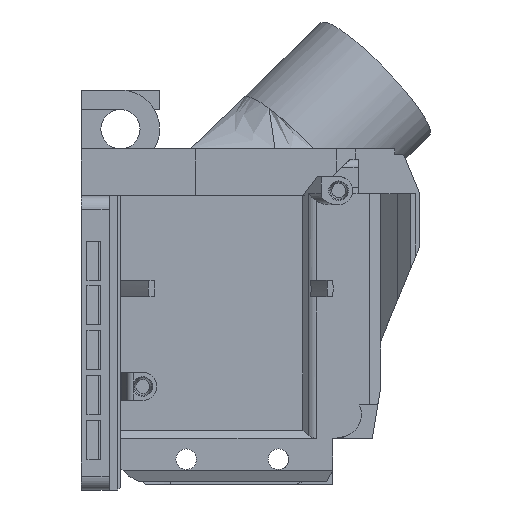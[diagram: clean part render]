
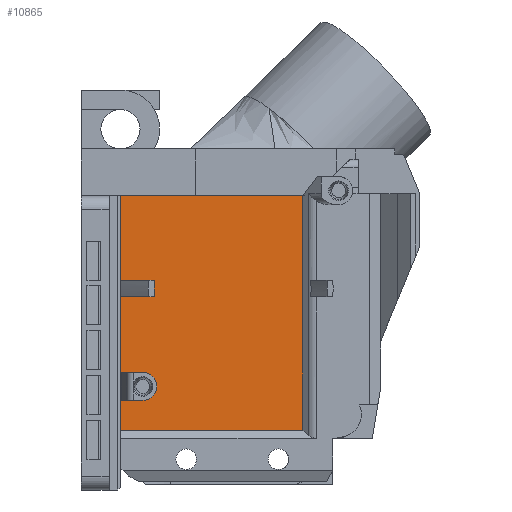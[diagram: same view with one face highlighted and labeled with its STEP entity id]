
A CAD part, left-side view. The second image highlights one B-rep face of the part: STEP entity #10865.
In plain terms, the highlighted planar face has unit normal (-1, 0, 0).
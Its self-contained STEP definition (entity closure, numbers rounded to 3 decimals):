
#106=FACE_BOUND('',#1717,.T.);
#550=PLANE('',#11723);
#1094=FACE_OUTER_BOUND('',#1716,.T.);
#1716=EDGE_LOOP('',(#9960,#9961,#9962,#9963,#9964,#9965,#9966,#9967,#9968,
#9969));
#1717=EDGE_LOOP('',(#9970,#9971,#9972,#9973));
#2012=CIRCLE('',#11609,2.5);
#2013=CIRCLE('',#11614,15.5);
#2014=CIRCLE('',#11618,21.5);
#2015=CIRCLE('',#11619,21.5);
#2742=LINE('',#18718,#3874);
#2744=LINE('',#18724,#3876);
#3105=LINE('',#20322,#4237);
#3107=LINE('',#20329,#4239);
#3109=LINE('',#20332,#4241);
#3110=LINE('',#20336,#4242);
#3113=LINE('',#20347,#4245);
#3114=LINE('',#20353,#4246);
#3266=LINE('',#20708,#4398);
#3267=LINE('',#20710,#4399);
#3874=VECTOR('',#13131,10.);
#3876=VECTOR('',#13135,10.);
#4237=VECTOR('',#14102,10.);
#4239=VECTOR('',#14110,10.);
#4241=VECTOR('',#14114,10.);
#4242=VECTOR('',#14117,10.);
#4245=VECTOR('',#14126,10.);
#4246=VECTOR('',#14129,10.);
#4398=VECTOR('',#14493,10.);
#4399=VECTOR('',#14496,10.);
#5048=VERTEX_POINT('',#18715);
#5049=VERTEX_POINT('',#18717);
#5051=VERTEX_POINT('',#18721);
#5052=VERTEX_POINT('',#18723);
#5325=VERTEX_POINT('',#20318);
#5326=VERTEX_POINT('',#20320);
#5327=VERTEX_POINT('',#20324);
#5328=VERTEX_POINT('',#20328);
#5329=VERTEX_POINT('',#20334);
#5330=VERTEX_POINT('',#20335);
#5331=VERTEX_POINT('',#20342);
#5332=VERTEX_POINT('',#20346);
#5333=VERTEX_POINT('',#20352);
#5430=VERTEX_POINT('',#20706);
#6286=EDGE_CURVE('',#5048,#5049,#2742,.T.);
#6289=EDGE_CURVE('',#5051,#5052,#2744,.T.);
#6794=EDGE_CURVE('',#5325,#5326,#3105,.T.);
#6795=EDGE_CURVE('',#5327,#5325,#2012,.T.);
#6797=EDGE_CURVE('',#5327,#5328,#3107,.T.);
#6799=EDGE_CURVE('',#5328,#5326,#3109,.T.);
#6800=EDGE_CURVE('',#5329,#5330,#3110,.T.);
#6803=EDGE_CURVE('',#5331,#5329,#2013,.T.);
#6805=EDGE_CURVE('',#5332,#5331,#3113,.T.);
#6807=EDGE_CURVE('',#5333,#5048,#3114,.T.);
#6809=EDGE_CURVE('',#5332,#5051,#2014,.T.);
#6810=EDGE_CURVE('',#5049,#5330,#2015,.T.);
#6986=EDGE_CURVE('',#5333,#5430,#3266,.T.);
#6987=EDGE_CURVE('',#5052,#5430,#3267,.F.);
#9960=ORIENTED_EDGE('',*,*,#6810,.F.);
#9961=ORIENTED_EDGE('',*,*,#6286,.F.);
#9962=ORIENTED_EDGE('',*,*,#6807,.F.);
#9963=ORIENTED_EDGE('',*,*,#6986,.T.);
#9964=ORIENTED_EDGE('',*,*,#6987,.F.);
#9965=ORIENTED_EDGE('',*,*,#6289,.F.);
#9966=ORIENTED_EDGE('',*,*,#6809,.F.);
#9967=ORIENTED_EDGE('',*,*,#6805,.T.);
#9968=ORIENTED_EDGE('',*,*,#6803,.T.);
#9969=ORIENTED_EDGE('',*,*,#6800,.T.);
#9970=ORIENTED_EDGE('',*,*,#6799,.F.);
#9971=ORIENTED_EDGE('',*,*,#6797,.F.);
#9972=ORIENTED_EDGE('',*,*,#6795,.T.);
#9973=ORIENTED_EDGE('',*,*,#6794,.T.);
#10865=ADVANCED_FACE('',(#1094,#106),#550,.F.);
#11609=AXIS2_PLACEMENT_3D('',#20325,#14105,#14106);
#11614=AXIS2_PLACEMENT_3D('',#20343,#14121,#14122);
#11618=AXIS2_PLACEMENT_3D('',#20356,#14133,#14134);
#11619=AXIS2_PLACEMENT_3D('',#20357,#14135,#14136);
#11723=AXIS2_PLACEMENT_3D('',#20709,#14494,#14495);
#13131=DIRECTION('',(0.,0.,1.));
#13135=DIRECTION('',(0.,0.,1.));
#14102=DIRECTION('',(0.,1.,0.));
#14105=DIRECTION('center_axis',(1.,0.,0.));
#14106=DIRECTION('ref_axis',(0.,-1.,0.));
#14110=DIRECTION('',(0.,1.,0.));
#14114=DIRECTION('',(0.,0.,-1.));
#14117=DIRECTION('',(0.,1.,0.));
#14121=DIRECTION('center_axis',(-1.,0.,0.));
#14122=DIRECTION('ref_axis',(0.,-1.,0.));
#14126=DIRECTION('',(0.,-1.,0.));
#14129=DIRECTION('',(0.,1.,0.));
#14133=DIRECTION('center_axis',(-1.,0.,0.));
#14134=DIRECTION('ref_axis',(0.,1.,0.));
#14135=DIRECTION('center_axis',(-1.,0.,0.));
#14136=DIRECTION('ref_axis',(0.,1.,0.));
#14493=DIRECTION('',(0.,0.,1.));
#14494=DIRECTION('center_axis',(1.,0.,0.));
#14495=DIRECTION('ref_axis',(0.,1.,0.));
#14496=DIRECTION('',(0.,1.,0.));
#18715=CARTESIAN_POINT('',(-22.,20.,10.711));
#18717=CARTESIAN_POINT('',(-22.,20.,36.009));
#18718=CARTESIAN_POINT('',(-22.,20.,42.005));
#18721=CARTESIAN_POINT('',(-22.,20.,36.011));
#18723=CARTESIAN_POINT('',(-22.,20.,52.6));
#18724=CARTESIAN_POINT('',(-22.,20.,39.045));
#20318=CARTESIAN_POINT('',(-22.,16.,16.01));
#20320=CARTESIAN_POINT('',(-22.,19.9,16.01));
#20322=CARTESIAN_POINT('',(-22.,0.25,16.01));
#20324=CARTESIAN_POINT('',(-22.,15.751,20.998));
#20325=CARTESIAN_POINT('Origin',(-22.,16.,18.51));
#20328=CARTESIAN_POINT('',(-22.,19.9,20.998));
#20329=CARTESIAN_POINT('',(-22.,7.563,20.998));
#20332=CARTESIAN_POINT('',(-22.,19.9,40.51));
#20334=CARTESIAN_POINT('',(-22.,13.927,34.51));
#20335=CARTESIAN_POINT('',(-22.,19.948,34.51));
#20336=CARTESIAN_POINT('',(-22.,-2.036,34.51));
#20342=CARTESIAN_POINT('',(-22.,13.927,37.51));
#20343=CARTESIAN_POINT('Origin',(-22.,-1.5,36.01));
#20346=CARTESIAN_POINT('',(-22.,19.948,37.51));
#20347=CARTESIAN_POINT('',(-22.,-1.534,37.51));
#20352=CARTESIAN_POINT('',(-22.,-12.603,10.711));
#20353=CARTESIAN_POINT('',(-22.,-11.216,10.711));
#20356=CARTESIAN_POINT('Origin',(-22.,-1.5,36.01));
#20357=CARTESIAN_POINT('Origin',(-22.,-1.5,36.01));
#20706=CARTESIAN_POINT('',(-22.,-12.603,52.6));
#20708=CARTESIAN_POINT('',(-22.,-12.603,54.09));
#20709=CARTESIAN_POINT('Origin',(-22.,-18.,60.));
#20710=CARTESIAN_POINT('',(-22.,-8.375,52.6));
